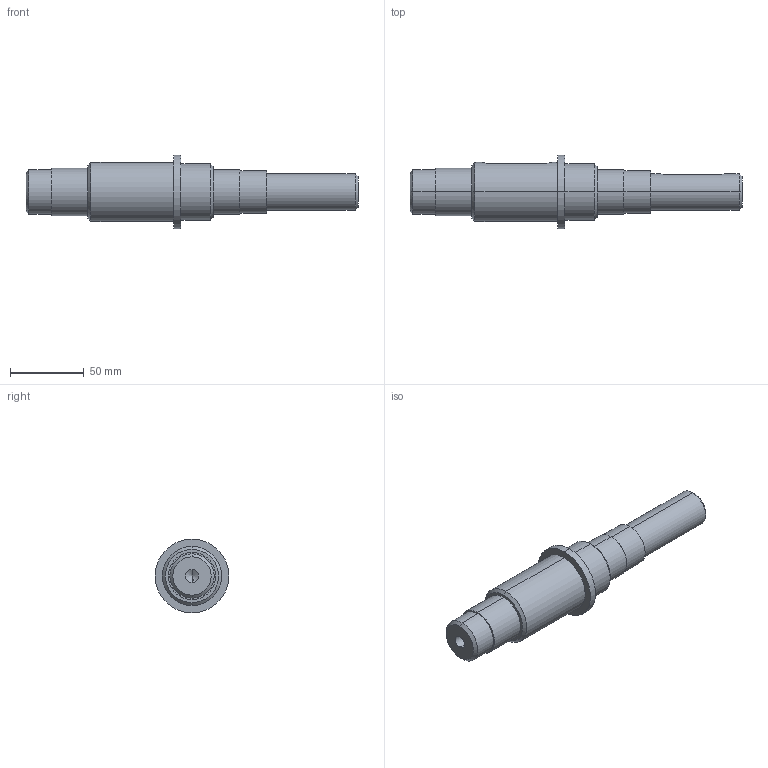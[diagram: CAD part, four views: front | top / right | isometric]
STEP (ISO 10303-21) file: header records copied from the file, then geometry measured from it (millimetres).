
FILE_DESCRIPTION (( 'STEP AP214' ), '1' );
FILE_NAME ('Örnek246.STEP', '2025-12-28T10:36:36', ( '' ), ( '' ), 'SwSTEP 2.0', 'SolidWorks 2024', '' );
FILE_SCHEMA (( 'AUTOMOTIVE_DESIGN' ));
Length unit declared in the file: millimetre
Products named in the file (1): Örnek246
Bounding box: 225 x 50 x 50 mm (x, y, z)
Volume: 187462.2 mm3; surface area: 28598.4 mm2
Topology: 1 solids, 1 shells, 51 faces, 108 edges, 66 vertices
Faces by surface type: cylinder 24, plane 15, cone 12
Entity records: 1517 total; most frequent: CARTESIAN_POINT 374, DIRECTION 256, ORIENTED_EDGE 208, EDGE_CURVE 104, AXIS2_PLACEMENT_3D 104, VERTEX_POINT 66, EDGE_LOOP 62, CIRCLE 52
